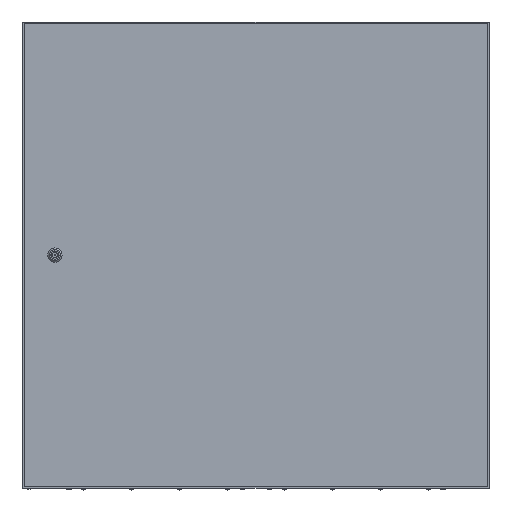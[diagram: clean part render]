
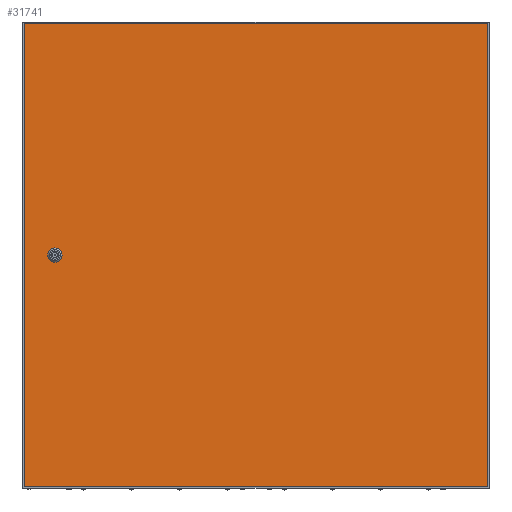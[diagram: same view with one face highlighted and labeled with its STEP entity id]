
A CAD part, top view. The second image highlights one B-rep face of the part: STEP entity #31741.
In plain terms, the highlighted planar face has unit normal (0, 0, 1).
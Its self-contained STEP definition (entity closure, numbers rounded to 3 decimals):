
#679 = ORIENTED_EDGE ( 'NONE', *, *, #1978, .F. ) ;
#868 = AXIS2_PLACEMENT_3D ( 'NONE', #55796, #18238, #43422 ) ;
#1492 = AXIS2_PLACEMENT_3D ( 'NONE', #32833, #65823, #20919 ) ;
#1738 = DIRECTION ( 'NONE',  ( 1., 0., 0. ) ) ;
#1857 = ORIENTED_EDGE ( 'NONE', *, *, #39285, .F. ) ;
#1978 = EDGE_CURVE ( 'NONE', #21540, #40990, #50846, .T. ) ;
#2003 = EDGE_CURVE ( 'NONE', #15503, #25961, #78479, .T. ) ;
#2109 = CARTESIAN_POINT ( 'NONE',  ( 2.87, 3., 17.5 ) ) ;
#2495 = VECTOR ( 'NONE', #80715, 1000. ) ;
#4924 = CARTESIAN_POINT ( 'NONE',  ( 72.92, 452.444, 17.5 ) ) ;
#5397 = CIRCLE ( 'NONE', #1492, 11.25 ) ;
#8112 = EDGE_CURVE ( 'NONE', #25961, #63199, #70552, .T. ) ;
#8120 = CARTESIAN_POINT ( 'NONE',  ( 72.92, 462.556, 17.5 ) ) ;
#8462 = VERTEX_POINT ( 'NONE', #64282 ) ;
#8601 = AXIS2_PLACEMENT_3D ( 'NONE', #20447, #70728, #45195 ) ;
#10812 = DIRECTION ( 'NONE',  ( 1., 0., 0. ) ) ;
#11547 = CARTESIAN_POINT ( 'NONE',  ( 67.926, 447.45, 17.5 ) ) ;
#12451 = VECTOR ( 'NONE', #57066, 1000. ) ;
#12494 = ORIENTED_EDGE ( 'NONE', *, *, #8112, .F. ) ;
#13438 = EDGE_CURVE ( 'NONE', #63199, #46550, #35353, .T. ) ;
#13537 = EDGE_CURVE ( 'NONE', #40990, #57839, #23892, .T. ) ;
#14095 = CARTESIAN_POINT ( 'NONE',  ( 67.926, 467.55, 17.5 ) ) ;
#14848 = CARTESIAN_POINT ( 'NONE',  ( 67.926, 447.45, 17.5 ) ) ;
#15503 = VERTEX_POINT ( 'NONE', #31446 ) ;
#15622 = AXIS2_PLACEMENT_3D ( 'NONE', #50238, #16122, #78770 ) ;
#16122 = DIRECTION ( 'NONE',  ( 0., 0., 1. ) ) ;
#17436 = CARTESIAN_POINT ( 'NONE',  ( 62.87, 457.5, 17.5 ) ) ;
#18238 = DIRECTION ( 'NONE',  ( 0., 0., 1. ) ) ;
#18839 = FACE_OUTER_BOUND ( 'NONE', #59187, .T. ) ;
#20447 = CARTESIAN_POINT ( 'NONE',  ( 0., 0., 17.5 ) ) ;
#20695 = VERTEX_POINT ( 'NONE', #78253 ) ;
#20919 = DIRECTION ( 'NONE',  ( 1., 0., 0. ) ) ;
#21540 = VERTEX_POINT ( 'NONE', #11547 ) ;
#22790 = VECTOR ( 'NONE', #72239, 1000. ) ;
#23596 = EDGE_CURVE ( 'NONE', #8462, #53150, #57039, .T. ) ;
#23892 = LINE ( 'NONE', #41295, #2495 ) ;
#24942 = EDGE_CURVE ( 'NONE', #46550, #21540, #25634, .T. ) ;
#25254 = VECTOR ( 'NONE', #26069, 1000. ) ;
#25634 = LINE ( 'NONE', #14848, #65526 ) ;
#25961 = VERTEX_POINT ( 'NONE', #26465 ) ;
#26069 = DIRECTION ( 'NONE',  ( -1., 0., 0. ) ) ;
#26465 = CARTESIAN_POINT ( 'NONE',  ( 52.82, 462.556, 17.5 ) ) ;
#28255 = DIRECTION ( 'NONE',  ( 1., 0., 0. ) ) ;
#28819 = ORIENTED_EDGE ( 'NONE', *, *, #13438, .F. ) ;
#30104 = CARTESIAN_POINT ( 'NONE',  ( 2.87, 912., 17.5 ) ) ;
#30182 = DIRECTION ( 'NONE',  ( 0., 0., 1. ) ) ;
#31128 = VECTOR ( 'NONE', #28255, 1000. ) ;
#31446 = CARTESIAN_POINT ( 'NONE',  ( 57.814, 467.55, 17.5 ) ) ;
#31741 = ADVANCED_FACE ( 'NONE', ( #50572, #18839 ), #38223, .T. ) ;
#32833 = CARTESIAN_POINT ( 'NONE',  ( 62.87, 457.5, 17.5 ) ) ;
#34000 = LINE ( 'NONE', #71133, #31128 ) ;
#35353 = CIRCLE ( 'NONE', #15622, 11.25 ) ;
#38068 = EDGE_LOOP ( 'NONE', ( #40251, #77939, #679, #53640, #28819, #12494, #61331, #1857 ) ) ;
#38223 = PLANE ( 'NONE',  #8601 ) ;
#39285 = EDGE_CURVE ( 'NONE', #80703, #15503, #80914, .T. ) ;
#40251 = ORIENTED_EDGE ( 'NONE', *, *, #80546, .F. ) ;
#40990 = VERTEX_POINT ( 'NONE', #4924 ) ;
#41295 = CARTESIAN_POINT ( 'NONE',  ( 72.92, 452.444, 17.5 ) ) ;
#42672 = VECTOR ( 'NONE', #46235, 1000. ) ;
#43422 = DIRECTION ( 'NONE',  ( 1., 0., 0. ) ) ;
#45195 = DIRECTION ( 'NONE',  ( 1., 0., 0. ) ) ;
#46235 = DIRECTION ( 'NONE',  ( 0., -1., 0. ) ) ;
#46550 = VERTEX_POINT ( 'NONE', #62255 ) ;
#50238 = CARTESIAN_POINT ( 'NONE',  ( 62.87, 457.5, 17.5 ) ) ;
#50572 = FACE_BOUND ( 'NONE', #38068, .T. ) ;
#50846 = CIRCLE ( 'NONE', #75823, 11.25 ) ;
#52905 = LINE ( 'NONE', #59121, #22790 ) ;
#52937 = DIRECTION ( 'NONE',  ( 0., 1., 0. ) ) ;
#53150 = VERTEX_POINT ( 'NONE', #30104 ) ;
#53640 = ORIENTED_EDGE ( 'NONE', *, *, #24942, .F. ) ;
#55796 = CARTESIAN_POINT ( 'NONE',  ( 62.87, 457.5, 17.5 ) ) ;
#57039 = LINE ( 'NONE', #64388, #25254 ) ;
#57066 = DIRECTION ( 'NONE',  ( -1., 0., 0. ) ) ;
#57839 = VERTEX_POINT ( 'NONE', #8120 ) ;
#59121 = CARTESIAN_POINT ( 'NONE',  ( 2.87, 912., 17.5 ) ) ;
#59187 = EDGE_LOOP ( 'NONE', ( #61468, #68684, #66234, #68389 ) ) ;
#60078 = CARTESIAN_POINT ( 'NONE',  ( 67.926, 467.55, 17.5 ) ) ;
#61331 = ORIENTED_EDGE ( 'NONE', *, *, #2003, .F. ) ;
#61468 = ORIENTED_EDGE ( 'NONE', *, *, #74196, .T. ) ;
#62255 = CARTESIAN_POINT ( 'NONE',  ( 57.814, 447.45, 17.5 ) ) ;
#63199 = VERTEX_POINT ( 'NONE', #70030 ) ;
#64282 = CARTESIAN_POINT ( 'NONE',  ( 912.37, 912., 17.5 ) ) ;
#64388 = CARTESIAN_POINT ( 'NONE',  ( 2.87, 912., 17.5 ) ) ;
#64787 = CARTESIAN_POINT ( 'NONE',  ( 52.82, 452.444, 17.5 ) ) ;
#65526 = VECTOR ( 'NONE', #1738, 1000. ) ;
#65823 = DIRECTION ( 'NONE',  ( 0., 0., 1. ) ) ;
#66234 = ORIENTED_EDGE ( 'NONE', *, *, #77831, .T. ) ;
#67603 = EDGE_CURVE ( 'NONE', #78116, #20695, #34000, .T. ) ;
#68389 = ORIENTED_EDGE ( 'NONE', *, *, #23596, .T. ) ;
#68684 = ORIENTED_EDGE ( 'NONE', *, *, #67603, .T. ) ;
#69322 = VECTOR ( 'NONE', #52937, 1000. ) ;
#70030 = CARTESIAN_POINT ( 'NONE',  ( 52.82, 452.444, 17.5 ) ) ;
#70552 = LINE ( 'NONE', #64787, #42672 ) ;
#70728 = DIRECTION ( 'NONE',  ( 0., 0., 1. ) ) ;
#71133 = CARTESIAN_POINT ( 'NONE',  ( 2.87, 3., 17.5 ) ) ;
#71857 = LINE ( 'NONE', #78448, #69322 ) ;
#72239 = DIRECTION ( 'NONE',  ( 0., -1., 0. ) ) ;
#74196 = EDGE_CURVE ( 'NONE', #53150, #78116, #52905, .T. ) ;
#75823 = AXIS2_PLACEMENT_3D ( 'NONE', #17436, #30182, #10812 ) ;
#77831 = EDGE_CURVE ( 'NONE', #20695, #8462, #71857, .T. ) ;
#77939 = ORIENTED_EDGE ( 'NONE', *, *, #13537, .F. ) ;
#78116 = VERTEX_POINT ( 'NONE', #2109 ) ;
#78253 = CARTESIAN_POINT ( 'NONE',  ( 912.37, 3., 17.5 ) ) ;
#78448 = CARTESIAN_POINT ( 'NONE',  ( 912.37, 912., 17.5 ) ) ;
#78479 = CIRCLE ( 'NONE', #868, 11.25 ) ;
#78770 = DIRECTION ( 'NONE',  ( 1., 0., 0. ) ) ;
#80546 = EDGE_CURVE ( 'NONE', #57839, #80703, #5397, .T. ) ;
#80703 = VERTEX_POINT ( 'NONE', #60078 ) ;
#80715 = DIRECTION ( 'NONE',  ( 0., 1., 0. ) ) ;
#80914 = LINE ( 'NONE', #14095, #12451 ) ;
